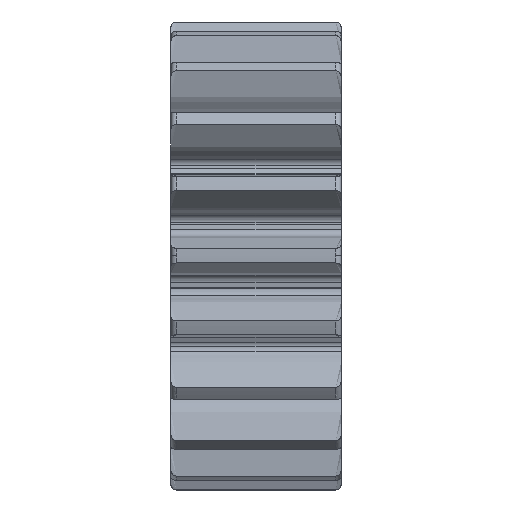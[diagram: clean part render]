
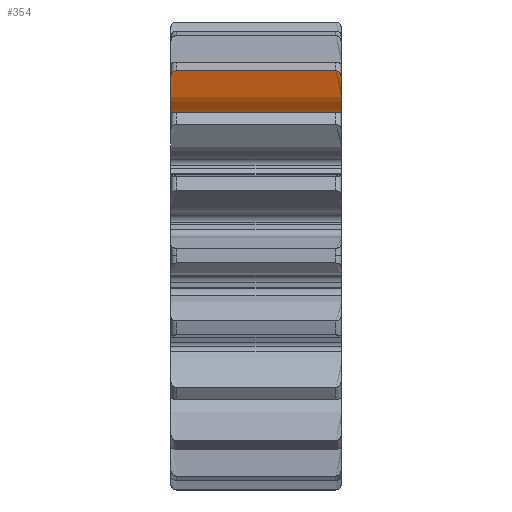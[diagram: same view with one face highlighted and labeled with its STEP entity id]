
A CAD part, top view. The second image highlights one B-rep face of the part: STEP entity #354.
In plain terms, the highlighted free-form (B-spline) face has degree [3, 1] with [13, 2] control points.
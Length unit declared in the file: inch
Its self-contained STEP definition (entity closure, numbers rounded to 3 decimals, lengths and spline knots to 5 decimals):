
#143 = CARTESIAN_POINT ( 'NONE',  ( 0.0935, 0.21724, 0.19172 ) ) ;
#181 = CARTESIAN_POINT ( 'NONE',  ( 0.0935, 0.26262, 0.20948 ) ) ;
#354 = ADVANCED_FACE ( 'NONE', ( #2205 ), #9334, .F. ) ;
#363 = CARTESIAN_POINT ( 'NONE',  ( 0.0935, 0.26482, 0.20985 ) ) ;
#606 = EDGE_CURVE ( 'NONE', #3623, #8929, #4717, .T. ) ;
#818 = CARTESIAN_POINT ( 'NONE',  ( -0.1565, 0.20939, 0.18761 ) ) ;
#864 = ORIENTED_EDGE ( 'NONE', *, *, #6574, .T. ) ;
#884 = CARTESIAN_POINT ( 'NONE',  ( 0.0935, 0.22688, 0.19866 ) ) ;
#960 = VERTEX_POINT ( 'NONE', #181 ) ;
#1010 = EDGE_LOOP ( 'NONE', ( #7952, #864, #3522, #5903, #8281, #1490 ) ) ;
#1031 = DIRECTION ( 'NONE',  ( 1., 0., 0. ) ) ;
#1490 = ORIENTED_EDGE ( 'NONE', *, *, #6269, .T. ) ;
#1500 = B_SPLINE_CURVE_WITH_KNOTS ( 'NONE', 3,
 ( #818, #5943, #1559, #6683, #2300, #7410, #3034, #8115, #3746, #8817 ),
 .UNSPECIFIED., .F., .F.,
 ( 4, 3, 3, 4 ),
 ( -0.00001, 0.00032, 0.00089, 0.00146 ),
 .UNSPECIFIED. ) ;
#1559 = CARTESIAN_POINT ( 'NONE',  ( -0.1565, 0.21724, 0.19172 ) ) ;
#1596 = CARTESIAN_POINT ( 'NONE',  ( -0.14869, 0.27158, 0.21073 ) ) ;
#1631 = CARTESIAN_POINT ( 'NONE',  ( 0.0935, 0.24097, 0.20411 ) ) ;
#1788 = VERTEX_POINT ( 'NONE', #3355 ) ;
#1888 = CARTESIAN_POINT ( 'NONE',  ( 0.09279, 0.26698, 0.21016 ) ) ;
#2205 = FACE_OUTER_BOUND ( 'NONE', #1010, .T. ) ;
#2300 = CARTESIAN_POINT ( 'NONE',  ( -0.1565, 0.22688, 0.19866 ) ) ;
#2371 = CARTESIAN_POINT ( 'NONE',  ( 0.0935, 0.25529, 0.20826 ) ) ;
#2535 = CARTESIAN_POINT ( 'NONE',  ( 0.08569, 0.27158, 0.21073 ) ) ;
#2625 = CARTESIAN_POINT ( 'NONE',  ( 0.08793, 0.27158, 0.21073 ) ) ;
#2671 = CARTESIAN_POINT ( 'NONE',  ( 0.0935, 0.27158, 0.21073 ) ) ;
#2681 = CARTESIAN_POINT ( 'NONE',  ( -0.1565, 0.27158, 0.21073 ) ) ;
#2704 = B_SPLINE_CURVE_WITH_KNOTS ( 'NONE', 3,
 ( #3284, #363, #1888, #7007, #2625, #7718 ),
 .UNSPECIFIED., .F., .F.,
 ( 4, 2, 4 ),
 ( 0., 0.00017, 0.00033 ),
 .UNSPECIFIED. ) ;
#2711 = CARTESIAN_POINT ( 'NONE',  ( 0.0935, 0.26859, 0.21039 ) ) ;
#2743 = CARTESIAN_POINT ( 'NONE',  ( -0.1565, 0.26859, 0.21039 ) ) ;
#2773 = CARTESIAN_POINT ( 'NONE',  ( 0.0935, 0.2656, 0.20998 ) ) ;
#2915 = CARTESIAN_POINT ( 'NONE',  ( -0.1565, 0.2656, 0.20998 ) ) ;
#2985 = CARTESIAN_POINT ( 'NONE',  ( -0.15578, 0.267, 0.21016 ) ) ;
#3006 = CARTESIAN_POINT ( 'NONE',  ( 0.0935, 0.26262, 0.20948 ) ) ;
#3034 = CARTESIAN_POINT ( 'NONE',  ( -0.1565, 0.24097, 0.20411 ) ) ;
#3126 = CARTESIAN_POINT ( 'NONE',  ( -0.1565, 0.26262, 0.20948 ) ) ;
#3161 = CARTESIAN_POINT ( 'NONE',  ( 0.0935, 0.25529, 0.20826 ) ) ;
#3170 = CARTESIAN_POINT ( 'NONE',  ( -0.1565, 0.25529, 0.20826 ) ) ;
#3199 = CARTESIAN_POINT ( 'NONE',  ( 0.0935, 0.24801, 0.20651 ) ) ;
#3207 = CARTESIAN_POINT ( 'NONE',  ( -0.1565, 0.24801, 0.20651 ) ) ;
#3226 = CARTESIAN_POINT ( 'NONE',  ( 0.0935, 0.24097, 0.20411 ) ) ;
#3236 = CARTESIAN_POINT ( 'NONE',  ( -0.1565, 0.24097, 0.20411 ) ) ;
#3257 = CARTESIAN_POINT ( 'NONE',  ( 0.0935, 0.2339, 0.20169 ) ) ;
#3266 = CARTESIAN_POINT ( 'NONE',  ( -0.1565, 0.2339, 0.20169 ) ) ;
#3284 = CARTESIAN_POINT ( 'NONE',  ( 0.0935, 0.26262, 0.20948 ) ) ;
#3298 = CARTESIAN_POINT ( 'NONE',  ( 0.0935, 0.22688, 0.19866 ) ) ;
#3307 = CARTESIAN_POINT ( 'NONE',  ( -0.1565, 0.22688, 0.19866 ) ) ;
#3336 = CARTESIAN_POINT ( 'NONE',  ( 0.0935, 0.22082, 0.1943 ) ) ;
#3346 = CARTESIAN_POINT ( 'NONE',  ( -0.1565, 0.22082, 0.1943 ) ) ;
#3355 = CARTESIAN_POINT ( 'NONE',  ( 0.0935, 0.20939, 0.18761 ) ) ;
#3368 = CARTESIAN_POINT ( 'NONE',  ( 0.0935, 0.21724, 0.19172 ) ) ;
#3377 = CARTESIAN_POINT ( 'NONE',  ( -0.1565, 0.21724, 0.19172 ) ) ;
#3409 = CARTESIAN_POINT ( 'NONE',  ( 0.0935, 0.21343, 0.18938 ) ) ;
#3444 = CARTESIAN_POINT ( 'NONE',  ( -0.1565, 0.21343, 0.18938 ) ) ;
#3522 = ORIENTED_EDGE ( 'NONE', *, *, #5088, .F. ) ;
#3563 = B_SPLINE_CURVE_WITH_KNOTS ( 'NONE', 3,
 ( #4410, #5165, #7358, #2985, #8067, #3695 ),
 .UNSPECIFIED., .F., .F.,
 ( 4, 2, 4 ),
 ( 0., 0.00017, 0.00033 ),
 .UNSPECIFIED. ) ;
#3567 = LINE ( 'NONE', #7379, #9315 ) ;
#3623 = VERTEX_POINT ( 'NONE', #1596 ) ;
#3653 = EDGE_CURVE ( 'NONE', #1788, #960, #6910, .T. ) ;
#3695 = CARTESIAN_POINT ( 'NONE',  ( -0.1565, 0.26262, 0.20948 ) ) ;
#3713 = CARTESIAN_POINT ( 'NONE',  ( -0.1565, 0.20939, 0.18761 ) ) ;
#3716 = DIRECTION ( 'NONE',  ( 1., 0., 0. ) ) ;
#3746 = CARTESIAN_POINT ( 'NONE',  ( -0.1565, 0.25529, 0.20826 ) ) ;
#3874 = CARTESIAN_POINT ( 'NONE',  ( 0.0935, 0.20939, 0.18761 ) ) ;
#4077 = VERTEX_POINT ( 'NONE', #8276 ) ;
#4410 = CARTESIAN_POINT ( 'NONE',  ( -0.14869, 0.27158, 0.21073 ) ) ;
#4480 = VECTOR ( 'NONE', #1031, 39.37008 ) ;
#4717 = LINE ( 'NONE', #9234, #4480 ) ;
#5088 = EDGE_CURVE ( 'NONE', #6381, #4077, #1500, .T. ) ;
#5165 = CARTESIAN_POINT ( 'NONE',  ( -0.15092, 0.27158, 0.21073 ) ) ;
#5286 = CARTESIAN_POINT ( 'NONE',  ( 0.0935, 0.22082, 0.1943 ) ) ;
#5903 = ORIENTED_EDGE ( 'NONE', *, *, #6951, .T. ) ;
#5943 = CARTESIAN_POINT ( 'NONE',  ( -0.1565, 0.21343, 0.18938 ) ) ;
#6013 = CARTESIAN_POINT ( 'NONE',  ( 0.0935, 0.2339, 0.20169 ) ) ;
#6269 = EDGE_CURVE ( 'NONE', #960, #8929, #2704, .T. ) ;
#6381 = VERTEX_POINT ( 'NONE', #9210 ) ;
#6574 = EDGE_CURVE ( 'NONE', #3623, #4077, #3563, .T. ) ;
#6683 = CARTESIAN_POINT ( 'NONE',  ( -0.1565, 0.22082, 0.1943 ) ) ;
#6752 = CARTESIAN_POINT ( 'NONE',  ( 0.0935, 0.24801, 0.20651 ) ) ;
#6910 = B_SPLINE_CURVE_WITH_KNOTS ( 'NONE', 3,
 ( #8854, #8153, #143, #5286, #884, #6013, #1631, #6752, #2371, #7481 ),
 .UNSPECIFIED., .F., .F.,
 ( 4, 3, 3, 4 ),
 ( -0.00001, 0.00032, 0.00089, 0.00146 ),
 .UNSPECIFIED. ) ;
#6951 = EDGE_CURVE ( 'NONE', #6381, #1788, #3567, .T. ) ;
#7007 = CARTESIAN_POINT ( 'NONE',  ( 0.09004, 0.2704, 0.2106 ) ) ;
#7358 = CARTESIAN_POINT ( 'NONE',  ( -0.15302, 0.27041, 0.2106 ) ) ;
#7379 = CARTESIAN_POINT ( 'NONE',  ( -0.1565, 0.20939, 0.18761 ) ) ;
#7410 = CARTESIAN_POINT ( 'NONE',  ( -0.1565, 0.2339, 0.20169 ) ) ;
#7481 = CARTESIAN_POINT ( 'NONE',  ( 0.0935, 0.26262, 0.20948 ) ) ;
#7718 = CARTESIAN_POINT ( 'NONE',  ( 0.08569, 0.27158, 0.21073 ) ) ;
#7952 = ORIENTED_EDGE ( 'NONE', *, *, #606, .F. ) ;
#8067 = CARTESIAN_POINT ( 'NONE',  ( -0.1565, 0.26482, 0.20985 ) ) ;
#8115 = CARTESIAN_POINT ( 'NONE',  ( -0.1565, 0.24801, 0.20651 ) ) ;
#8153 = CARTESIAN_POINT ( 'NONE',  ( 0.0935, 0.21343, 0.18938 ) ) ;
#8276 = CARTESIAN_POINT ( 'NONE',  ( -0.1565, 0.26262, 0.20948 ) ) ;
#8281 = ORIENTED_EDGE ( 'NONE', *, *, #3653, .T. ) ;
#8817 = CARTESIAN_POINT ( 'NONE',  ( -0.1565, 0.26262, 0.20948 ) ) ;
#8854 = CARTESIAN_POINT ( 'NONE',  ( 0.0935, 0.20939, 0.18761 ) ) ;
#8929 = VERTEX_POINT ( 'NONE', #2535 ) ;
#9210 = CARTESIAN_POINT ( 'NONE',  ( -0.1565, 0.20939, 0.18761 ) ) ;
#9234 = CARTESIAN_POINT ( 'NONE',  ( -0.27643, 0.27158, 0.21073 ) ) ;
#9315 = VECTOR ( 'NONE', #3716, 39.37008 ) ;
#9334 = B_SPLINE_SURFACE_WITH_KNOTS ( 'NONE', 3, 1, ( 
 ( #3713, #3874 ),
 ( #3444, #3409 ),
 ( #3377, #3368 ),
 ( #3346, #3336 ),
 ( #3307, #3298 ),
 ( #3266, #3257 ),
 ( #3236, #3226 ),
 ( #3207, #3199 ),
 ( #3170, #3161 ),
 ( #3126, #3006 ),
 ( #2915, #2773 ),
 ( #2743, #2711 ),
 ( #2681, #2671 ) ),
 .UNSPECIFIED., .F., .F., .F.,
 ( 4, 3, 3, 3, 4 ),
 ( 2, 2 ),
 ( -0.00001, 0.00032, 0.00089, 0.00146, 0.00169 ),
 ( 0., 1. ),
 .UNSPECIFIED. ) ;
